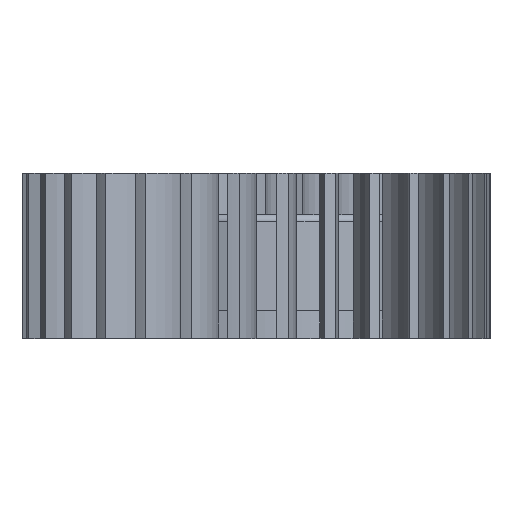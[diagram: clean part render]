
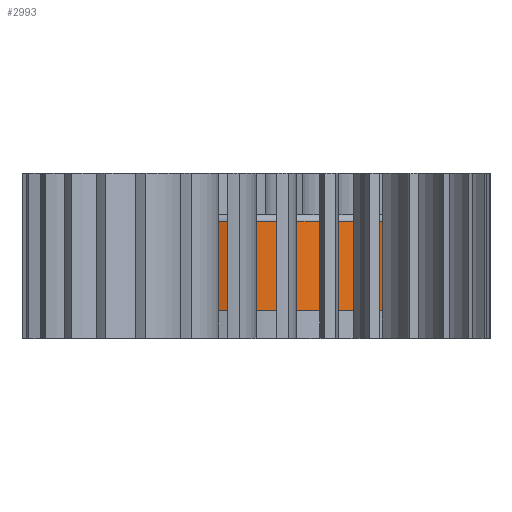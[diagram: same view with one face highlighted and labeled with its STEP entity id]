
A CAD part, top view. The second image highlights one B-rep face of the part: STEP entity #2993.
In plain terms, the highlighted cylindrical face has radius 11.5 mm (diameter 23 mm), a full revolution.
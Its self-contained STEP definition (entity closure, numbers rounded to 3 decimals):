
#375=CYLINDRICAL_SURFACE('',#3182,11.5);
#560=FACE_BOUND('',#751,.T.);
#564=FACE_OUTER_BOUND('',#750,.T.);
#750=EDGE_LOOP('',(#2027));
#751=EDGE_LOOP('',(#2028));
#936=CIRCLE('',#3180,11.5);
#937=CIRCLE('',#3183,11.5);
#1239=VERTEX_POINT('',#4828);
#1240=VERTEX_POINT('',#4832);
#1542=EDGE_CURVE('',#1239,#1239,#936,.T.);
#1543=EDGE_CURVE('',#1240,#1240,#937,.T.);
#2027=ORIENTED_EDGE('',*,*,#1543,.T.);
#2028=ORIENTED_EDGE('',*,*,#1542,.F.);
#2993=ADVANCED_FACE('',(#564,#560),#375,.T.);
#3180=AXIS2_PLACEMENT_3D('',#4829,#3672,#3673);
#3182=AXIS2_PLACEMENT_3D('',#4831,#3676,#3677);
#3183=AXIS2_PLACEMENT_3D('',#4833,#3678,#3679);
#3672=DIRECTION('center_axis',(0.,1.,0.));
#3673=DIRECTION('ref_axis',(-1.,0.,0.));
#3676=DIRECTION('center_axis',(0.,-1.,0.));
#3677=DIRECTION('ref_axis',(-1.,0.,0.));
#3678=DIRECTION('center_axis',(0.,1.,0.));
#3679=DIRECTION('ref_axis',(-1.,0.,0.));
#4828=CARTESIAN_POINT('',(-8.8,8.5,8.5));
#4829=CARTESIAN_POINT('Origin',(-20.3,8.5,8.5));
#4831=CARTESIAN_POINT('Origin',(-20.3,12.,8.5));
#4832=CARTESIAN_POINT('',(-8.8,2.,8.5));
#4833=CARTESIAN_POINT('Origin',(-20.3,2.,8.5));
